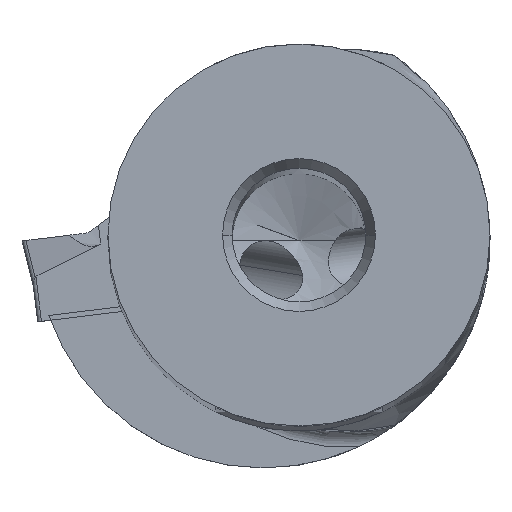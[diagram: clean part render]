
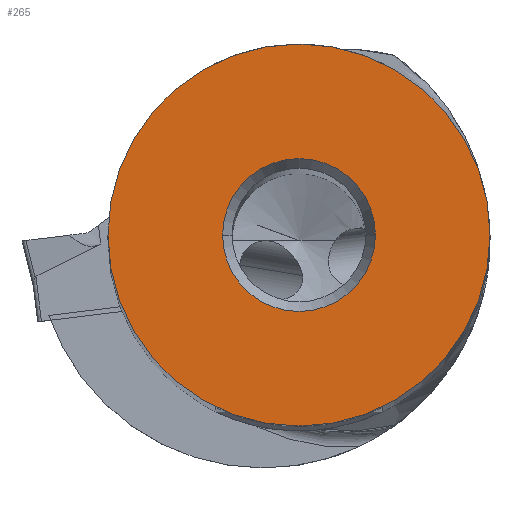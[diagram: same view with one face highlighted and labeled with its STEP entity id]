
A CAD part, top view. The second image highlights one B-rep face of the part: STEP entity #265.
In plain terms, the highlighted planar face has unit normal (0, 0, 1).
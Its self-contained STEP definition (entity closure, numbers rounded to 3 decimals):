
#52=FACE_BOUND('',#576,.T.);
#53=FACE_BOUND('',#577,.T.);
#265=ADVANCED_FACE('',(#52,#53),#330,.T.);
#330=PLANE('',#2978);
#576=EDGE_LOOP('',(#1249,#1250));
#577=EDGE_LOOP('',(#1251,#1252));
#1249=ORIENTED_EDGE('',*,*,#1966,.F.);
#1250=ORIENTED_EDGE('',*,*,#1959,.F.);
#1251=ORIENTED_EDGE('',*,*,#1971,.F.);
#1252=ORIENTED_EDGE('',*,*,#1972,.F.);
#1597=VERTEX_POINT('',#5618);
#1598=VERTEX_POINT('',#5619);
#1607=VERTEX_POINT('',#5642);
#1608=VERTEX_POINT('',#5643);
#1959=EDGE_CURVE('',#1597,#1598,#2233,.T.);
#1966=EDGE_CURVE('',#1598,#1597,#2234,.T.);
#1971=EDGE_CURVE('',#1607,#1608,#2235,.T.);
#1972=EDGE_CURVE('',#1608,#1607,#2236,.T.);
#2233=CIRCLE('',#2968,10.);
#2234=CIRCLE('',#2972,10.);
#2235=CIRCLE('',#2976,4.);
#2236=CIRCLE('',#2977,4.);
#2968=AXIS2_PLACEMENT_3D('',#5617,#3573,#3574);
#2972=AXIS2_PLACEMENT_3D('',#5631,#3585,#3586);
#2976=AXIS2_PLACEMENT_3D('',#5641,#3595,#3596);
#2977=AXIS2_PLACEMENT_3D('',#5644,#3597,#3598);
#2978=AXIS2_PLACEMENT_3D('',#5645,#3599,#3600);
#3573=DIRECTION('',(0.,0.,-1.));
#3574=DIRECTION('',(-1.,0.,0.));
#3585=DIRECTION('',(0.,0.,-1.));
#3586=DIRECTION('',(1.,0.,0.));
#3595=DIRECTION('',(0.,0.,1.));
#3596=DIRECTION('',(1.,0.,0.));
#3597=DIRECTION('',(0.,0.,1.));
#3598=DIRECTION('',(-1.,0.,0.));
#3599=DIRECTION('',(0.,0.,1.));
#3600=DIRECTION('',(1.,0.,0.));
#5617=CARTESIAN_POINT('',(0.,0.,0.));
#5618=CARTESIAN_POINT('',(-10.,0.,0.));
#5619=CARTESIAN_POINT('',(10.,0.,0.));
#5631=CARTESIAN_POINT('',(0.,0.,0.));
#5641=CARTESIAN_POINT('',(0.,0.,0.));
#5642=CARTESIAN_POINT('',(4.,0.,0.));
#5643=CARTESIAN_POINT('',(-4.,0.,0.));
#5644=CARTESIAN_POINT('',(0.,0.,0.));
#5645=CARTESIAN_POINT('',(0.,0.,0.));
